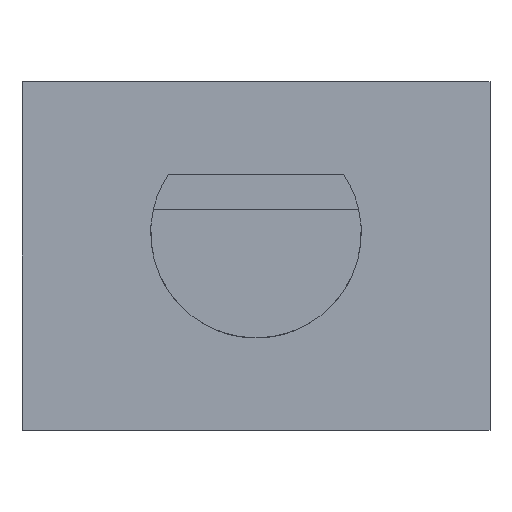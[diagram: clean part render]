
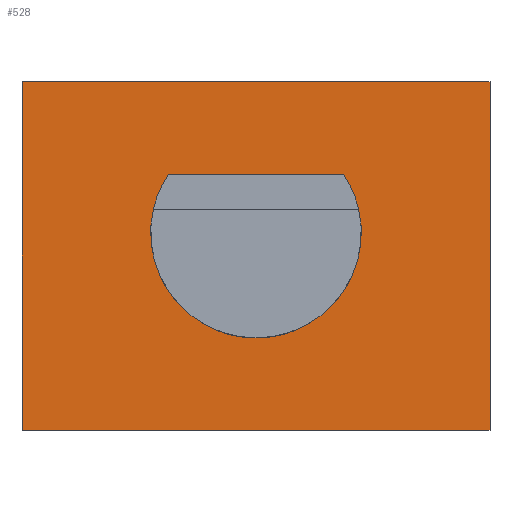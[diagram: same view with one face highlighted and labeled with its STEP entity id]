
A CAD part, left-side view. The second image highlights one B-rep face of the part: STEP entity #528.
In plain terms, the highlighted planar face has unit normal (-1, 0, 0).
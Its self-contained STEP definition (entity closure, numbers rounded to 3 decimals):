
#284=EDGE_CURVE('',#552,#564,#782,.T.);
#308=EDGE_CURVE('',#682,#724,#813,.T.);
#314=EDGE_CURVE('',#344,#682,#819,.T.);
#330=VERTEX_POINT('',#835);
#334=EDGE_CURVE('',#344,#336,#839,.T.);
#336=VERTEX_POINT('',#841);
#344=VERTEX_POINT('',#851);
#426=EDGE_CURVE('',#330,#564,#945,.T.);
#494=EDGE_CURVE('',#330,#552,#1020,.T.);
#528=ADVANCED_FACE('',(#1064,#1065),#1066,.T.);
#552=VERTEX_POINT('',#1091);
#564=VERTEX_POINT('',#1104);
#574=EDGE_CURVE('',#724,#336,#1115,.T.);
#682=VERTEX_POINT('',#1231);
#724=VERTEX_POINT('',#1276);
#782=CIRCLE('',#1338,9.);
#813=LINE('',#1369,#1370);
#819=LINE('',#1379,#1380);
#835=CARTESIAN_POINT('',(10.,-9.0,16.9));
#839=LINE('',#1406,#1407);
#841=CARTESIAN_POINT('',(10.0,20.0,29.8));
#851=CARTESIAN_POINT('',(10.0,20.0,0.0));
#945=LINE('',#1542,#1543);
#1020=CIRCLE('',#1658,9.);
#1064=FACE_BOUND('',#1711,.T.);
#1065=FACE_OUTER_BOUND('',#1712,.T.);
#1066=PLANE('',#1713);
#1091=CARTESIAN_POINT('',(10.0,0.,7.9));
#1104=CARTESIAN_POINT('',(10.,9.0,16.9));
#1115=LINE('',#1828,#1829);
#1231=CARTESIAN_POINT('',(10.0,-20.0,0.0));
#1276=CARTESIAN_POINT('',(10.0,-20.0,29.8));
#1338=AXIS2_PLACEMENT_3D('',#2175,#2176,#2177);
#1369=CARTESIAN_POINT('',(10.0,-20.0,0.0));
#1370=VECTOR('',#2224,1.0);
#1379=CARTESIAN_POINT('',(10.0,20.0,0.0));
#1380=VECTOR('',#2226,1.0);
#1406=CARTESIAN_POINT('',(10.0,20.0,0.0));
#1407=VECTOR('',#2237,1.0);
#1542=CARTESIAN_POINT('',(10.,-9.0,16.9));
#1543=VECTOR('',#2381,1.0);
#1658=AXIS2_PLACEMENT_3D('',#2474,#2475,#2476);
#1711=EDGE_LOOP('',(#2545,#2546,#2547));
#1712=EDGE_LOOP('',(#2548,#2549,#2550,#2551));
#1713=AXIS2_PLACEMENT_3D('',#2552,#2553,#2554);
#1828=CARTESIAN_POINT('',(10.0,20.0,29.8));
#1829=VECTOR('',#2590,1.0);
#2175=CARTESIAN_POINT('',(10.0,0.,16.9));
#2176=DIRECTION('',(1.0,0.0,0.0));
#2177=DIRECTION('',(0.0,0.,1.0));
#2224=DIRECTION('',(0.0,0.0,1.0));
#2226=DIRECTION('',(0.0,-1.0,0.0));
#2237=DIRECTION('',(0.0,0.0,1.0));
#2381=DIRECTION('',(0.0,1.0,0.0));
#2474=CARTESIAN_POINT('',(10.0,0.,16.9));
#2475=DIRECTION('',(1.0,0.0,0.0));
#2476=DIRECTION('',(0.0,0.,1.0));
#2545=ORIENTED_EDGE('',*,*,#494,.T.);
#2546=ORIENTED_EDGE('',*,*,#284,.T.);
#2547=ORIENTED_EDGE('',*,*,#426,.F.);
#2548=ORIENTED_EDGE('',*,*,#574,.T.);
#2549=ORIENTED_EDGE('',*,*,#334,.F.);
#2550=ORIENTED_EDGE('',*,*,#314,.T.);
#2551=ORIENTED_EDGE('',*,*,#308,.T.);
#2552=CARTESIAN_POINT('',(10.0,-20.0,0.0));
#2553=DIRECTION('',(-1.0,0.0,0.0));
#2554=DIRECTION('',(0.0,0.0,-1.0));
#2590=DIRECTION('',(0.0,1.0,0.0));
